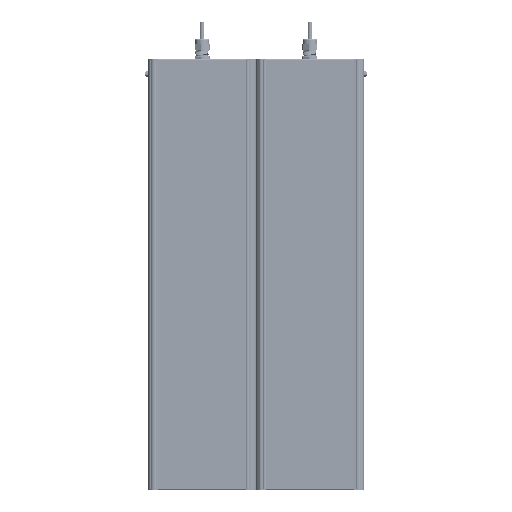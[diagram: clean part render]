
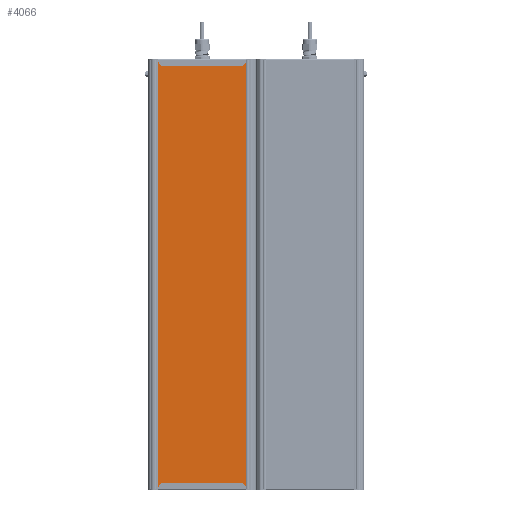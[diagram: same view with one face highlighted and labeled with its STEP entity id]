
A CAD part, front view. The second image highlights one B-rep face of the part: STEP entity #4066.
In plain terms, the highlighted face is planar.
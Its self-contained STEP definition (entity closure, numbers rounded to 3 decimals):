
#4066=ADVANCED_FACE('',(#7931),#7933,.T.);
#7931=FACE_BOUND('',#7932,.T.);
#7932=EDGE_LOOP('',(#38137,#38138,#38139,#38140));
#7933=PLANE('',#7934);
#7934=AXIS2_PLACEMENT_3D('',#7935,#7936,#7937);
#7935=CARTESIAN_POINT('',(2111.497,401.002,-34.582));
#7936=DIRECTION('',(0.,0.,-1.));
#7937=DIRECTION('',(0.,1.,0.));
#38137=ORIENTED_EDGE('',*,*,#43577,.F.);
#38138=ORIENTED_EDGE('',*,*,#43576,.T.);
#38139=ORIENTED_EDGE('',*,*,#43578,.F.);
#38140=ORIENTED_EDGE('',*,*,#43568,.F.);
#43568=EDGE_CURVE('',#47597,#47600,#47601,.T.);
#43576=EDGE_CURVE('',#47610,#47612,#47614,.T.);
#43577=EDGE_CURVE('',#47610,#47597,#47615,.T.);
#43578=EDGE_CURVE('',#47600,#47612,#47616,.T.);
#47597=VERTEX_POINT('',#55621);
#47600=VERTEX_POINT('',#55626);
#47601=LINE('',#55627,#55628);
#47610=VERTEX_POINT('',#55648);
#47612=VERTEX_POINT('',#55652);
#47614=LINE('',#55656,#55657);
#47615=LINE('',#55659,#55660);
#47616=LINE('',#55662,#55663);
#55621=CARTESIAN_POINT('',(2111.497,401.002,-34.582));
#55626=CARTESIAN_POINT('',(2857.497,401.002,-34.582));
#55627=CARTESIAN_POINT('',(2111.497,401.002,-34.582));
#55628=VECTOR('',#55629,1.);
#55629=DIRECTION('',(1.,0.,0.));
#55648=CARTESIAN_POINT('',(2111.497,565.13,-34.582));
#55652=CARTESIAN_POINT('',(2857.497,565.13,-34.582));
#55656=CARTESIAN_POINT('',(2111.497,565.13,-34.582));
#55657=VECTOR('',#55658,1.);
#55658=DIRECTION('',(1.,0.,0.));
#55659=CARTESIAN_POINT('',(2111.497,565.13,-34.582));
#55660=VECTOR('',#55661,1.);
#55661=DIRECTION('',(0.,-1.,0.));
#55662=CARTESIAN_POINT('',(2857.497,401.002,-34.582));
#55663=VECTOR('',#55664,1.);
#55664=DIRECTION('',(0.,1.,0.));
